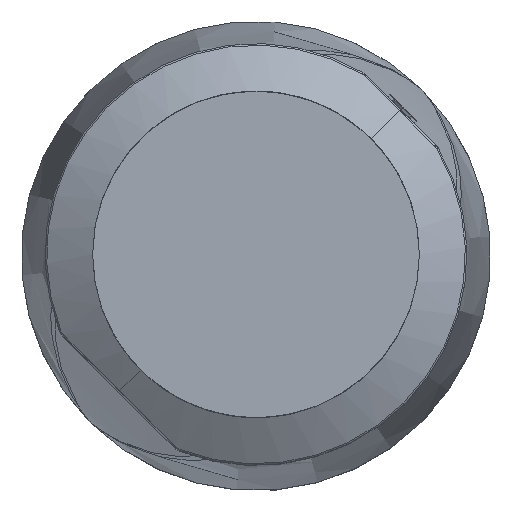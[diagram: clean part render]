
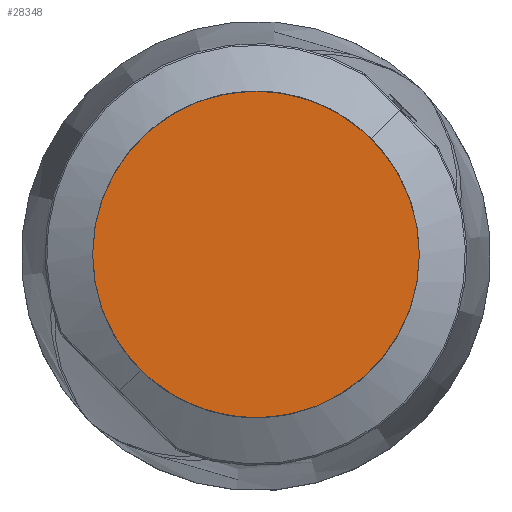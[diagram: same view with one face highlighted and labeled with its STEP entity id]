
A CAD part, top view. The second image highlights one B-rep face of the part: STEP entity #28348.
In plain terms, the highlighted planar face has unit normal (0, 0, 1).
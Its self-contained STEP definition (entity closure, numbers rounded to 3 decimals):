
#1017 = CARTESIAN_POINT ( 'NONE',  ( 0., 0., 23.824 ) ) ;
#10411 = CARTESIAN_POINT ( 'NONE',  ( 0., 0., 23.824 ) ) ;
#11982 = AXIS2_PLACEMENT_3D ( 'NONE', #10411, #19941, #52956 ) ;
#18080 = FACE_OUTER_BOUND ( 'NONE', #36640, .T. ) ;
#19640 = DIRECTION ( 'NONE',  ( 1., 0., 0. ) ) ;
#19941 = DIRECTION ( 'NONE',  ( 0., 0., 1. ) ) ;
#23916 = CIRCLE ( 'NONE', #34927, 5.15 ) ;
#25055 = CARTESIAN_POINT ( 'NONE',  ( 5.15, 0., 23.824 ) ) ;
#28348 = ADVANCED_FACE ( 'NONE', ( #18080 ), #47891, .T. ) ;
#28393 = EDGE_CURVE ( 'NONE', #50758, #33685, #23916, .T. ) ;
#30133 = AXIS2_PLACEMENT_3D ( 'NONE', #42758, #51655, #19640 ) ;
#33524 = DIRECTION ( 'NONE',  ( 0., 0., 1. ) ) ;
#33685 = VERTEX_POINT ( 'NONE', #39935 ) ;
#34927 = AXIS2_PLACEMENT_3D ( 'NONE', #1017, #33524, #52760 ) ;
#35890 = CIRCLE ( 'NONE', #30133, 5.15 ) ;
#36640 = EDGE_LOOP ( 'NONE', ( #53957, #40601 ) ) ;
#39935 = CARTESIAN_POINT ( 'NONE',  ( -5.15, 0., 23.824 ) ) ;
#40601 = ORIENTED_EDGE ( 'NONE', *, *, #59801, .T. ) ;
#42758 = CARTESIAN_POINT ( 'NONE',  ( 0., 0., 23.824 ) ) ;
#47891 = PLANE ( 'NONE',  #11982 ) ;
#50758 = VERTEX_POINT ( 'NONE', #25055 ) ;
#51655 = DIRECTION ( 'NONE',  ( 0., 0., 1. ) ) ;
#52760 = DIRECTION ( 'NONE',  ( 1., 0., 0. ) ) ;
#52956 = DIRECTION ( 'NONE',  ( 1., 0., 0. ) ) ;
#53957 = ORIENTED_EDGE ( 'NONE', *, *, #28393, .T. ) ;
#59801 = EDGE_CURVE ( 'NONE', #33685, #50758, #35890, .T. ) ;
